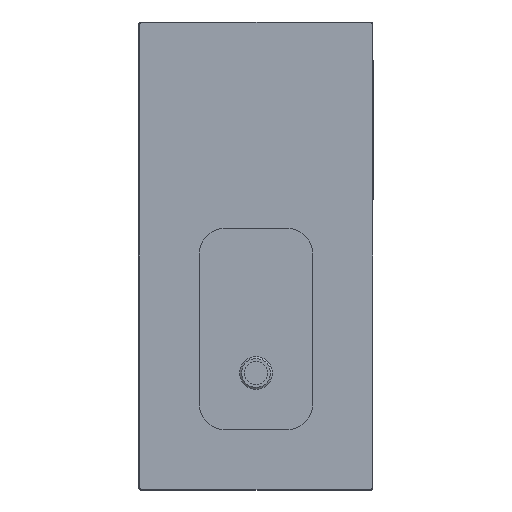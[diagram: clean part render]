
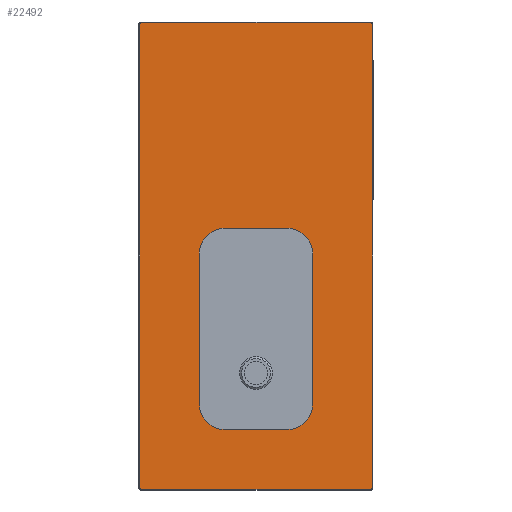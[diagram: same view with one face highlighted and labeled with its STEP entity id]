
A CAD part, front view. The second image highlights one B-rep face of the part: STEP entity #22492.
In plain terms, the highlighted planar face has unit normal (0, -1, 0).
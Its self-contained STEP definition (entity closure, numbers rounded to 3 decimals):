
#22085=DIRECTION('',(0.,0.,1.));
#22086=VECTOR('',#22085,575.178);
#22087=CARTESIAN_POINT('',(-218.141,-42.,-118.141));
#22088=LINE('',#22087,#22086);
#22089=CARTESIAN_POINT('',(-118.141,-42.,-118.141));
#22090=DIRECTION('',(0.,1.,0.));
#22091=DIRECTION('',(0.,0.,-1.));
#22092=AXIS2_PLACEMENT_3D('',#22089,#22090,#22091);
#22094=DIRECTION('',(-1.,0.,0.));
#22095=VECTOR('',#22094,236.282);
#22096=CARTESIAN_POINT('',(118.141,-42.,-218.141));
#22097=LINE('',#22096,#22095);
#22098=CARTESIAN_POINT('',(118.141,-42.,-118.141));
#22099=DIRECTION('',(0.,1.,0.));
#22100=DIRECTION('',(1.,0.,0.));
#22101=AXIS2_PLACEMENT_3D('',#22098,#22099,#22100);
#22103=DIRECTION('',(0.,0.,-1.));
#22104=VECTOR('',#22103,575.178);
#22105=CARTESIAN_POINT('',(218.141,-42.,457.037));
#22106=LINE('',#22105,#22104);
#22107=CARTESIAN_POINT('',(118.141,-42.,457.037));
#22108=DIRECTION('',(0.,1.,0.));
#22109=DIRECTION('',(0.,0.,1.));
#22110=AXIS2_PLACEMENT_3D('',#22107,#22108,#22109);
#22112=DIRECTION('',(1.,0.,0.));
#22113=VECTOR('',#22112,236.282);
#22114=CARTESIAN_POINT('',(-118.141,-42.,557.037));
#22115=LINE('',#22114,#22113);
#22116=CARTESIAN_POINT('',(-118.141,-42.,457.037));
#22117=DIRECTION('',(0.,1.,0.));
#22118=DIRECTION('',(-1.,0.,0.));
#22119=AXIS2_PLACEMENT_3D('',#22116,#22117,#22118);
#22121=CARTESIAN_POINT('',(442.8,-42.,1342.8));
#22122=DIRECTION('',(0.,-1.,0.));
#22123=DIRECTION('',(1.,0.,0.));
#22124=AXIS2_PLACEMENT_3D('',#22121,#22122,#22123);
#22130=DIRECTION('',(-1.,0.,0.));
#22131=VECTOR('',#22130,885.6);
#22132=CARTESIAN_POINT('',(442.8,-42.,1346.8));
#22133=LINE('',#22132,#22131);
#22138=CARTESIAN_POINT('',(-442.8,-42.,1342.8));
#22139=DIRECTION('',(0.,-1.,0.));
#22140=DIRECTION('',(0.,0.,1.));
#22141=AXIS2_PLACEMENT_3D('',#22138,#22139,#22140);
#22147=DIRECTION('',(0.,0.,-1.));
#22148=VECTOR('',#22147,1785.6);
#22149=CARTESIAN_POINT('',(-446.8,-42.,1342.8));
#22150=LINE('',#22149,#22148);
#22155=CARTESIAN_POINT('',(-442.8,-42.,-442.8));
#22156=DIRECTION('',(0.,-1.,0.));
#22157=DIRECTION('',(-1.,0.,0.));
#22158=AXIS2_PLACEMENT_3D('',#22155,#22156,#22157);
#22164=DIRECTION('',(1.,0.,0.));
#22165=VECTOR('',#22164,885.6);
#22166=CARTESIAN_POINT('',(-442.8,-42.,-446.8));
#22167=LINE('',#22166,#22165);
#22172=CARTESIAN_POINT('',(442.8,-42.,-442.8));
#22173=DIRECTION('',(0.,-1.,0.));
#22174=DIRECTION('',(0.,0.,-1.));
#22175=AXIS2_PLACEMENT_3D('',#22172,#22173,#22174);
#22181=DIRECTION('',(0.,0.,1.));
#22182=VECTOR('',#22181,1785.6);
#22183=CARTESIAN_POINT('',(446.8,-42.,-442.8));
#22184=LINE('',#22183,#22182);
#22213=CARTESIAN_POINT('',(-218.141,-42.,-118.141));
#22214=CARTESIAN_POINT('',(-218.141,-42.,457.037));
#22215=VERTEX_POINT('',#22213);
#22216=VERTEX_POINT('',#22214);
#22217=CARTESIAN_POINT('',(-118.141,-42.,557.037));
#22218=VERTEX_POINT('',#22217);
#22219=CARTESIAN_POINT('',(118.141,-42.,557.037));
#22220=VERTEX_POINT('',#22219);
#22221=CARTESIAN_POINT('',(218.141,-42.,457.037));
#22222=VERTEX_POINT('',#22221);
#22223=CARTESIAN_POINT('',(218.141,-42.,-118.141));
#22224=VERTEX_POINT('',#22223);
#22225=CARTESIAN_POINT('',(118.141,-42.,-218.141));
#22226=VERTEX_POINT('',#22225);
#22227=CARTESIAN_POINT('',(-118.141,-42.,-218.141));
#22228=VERTEX_POINT('',#22227);
#22229=CARTESIAN_POINT('',(446.8,-42.,1342.8));
#22230=CARTESIAN_POINT('',(442.8,-42.,1346.8));
#22231=VERTEX_POINT('',#22229);
#22232=VERTEX_POINT('',#22230);
#22233=CARTESIAN_POINT('',(-442.8,-42.,1346.8));
#22234=VERTEX_POINT('',#22233);
#22235=CARTESIAN_POINT('',(-446.8,-42.,1342.8));
#22236=VERTEX_POINT('',#22235);
#22237=CARTESIAN_POINT('',(-446.8,-42.,-442.8));
#22238=VERTEX_POINT('',#22237);
#22239=CARTESIAN_POINT('',(-442.8,-42.,-446.8));
#22240=VERTEX_POINT('',#22239);
#22241=CARTESIAN_POINT('',(442.8,-42.,-446.8));
#22242=VERTEX_POINT('',#22241);
#22243=CARTESIAN_POINT('',(446.8,-42.,-442.8));
#22244=VERTEX_POINT('',#22243);
#22459=CARTESIAN_POINT('',(0.,-42.,0.));
#22460=DIRECTION('',(0.,-1.,0.));
#22461=DIRECTION('',(0.,0.,1.));
#22462=AXIS2_PLACEMENT_3D('',#22459,#22460,#22461);
#22463=PLANE('',#22462);
#22465=ORIENTED_EDGE('',*,*,#22464,.F.);
#22467=ORIENTED_EDGE('',*,*,#22466,.F.);
#22469=ORIENTED_EDGE('',*,*,#22468,.F.);
#22471=ORIENTED_EDGE('',*,*,#22470,.F.);
#22473=ORIENTED_EDGE('',*,*,#22472,.F.);
#22475=ORIENTED_EDGE('',*,*,#22474,.F.);
#22477=ORIENTED_EDGE('',*,*,#22476,.F.);
#22479=ORIENTED_EDGE('',*,*,#22478,.F.);
#22480=EDGE_LOOP('',(#22465,#22467,#22469,#22471,#22473,#22475,#22477,#22479));
#22481=FACE_OUTER_BOUND('',#22480,.F.);
#22482=ORIENTED_EDGE('',*,*,#22355,.F.);
#22483=ORIENTED_EDGE('',*,*,#22370,.F.);
#22484=ORIENTED_EDGE('',*,*,#22384,.F.);
#22485=ORIENTED_EDGE('',*,*,#22398,.F.);
#22486=ORIENTED_EDGE('',*,*,#22412,.F.);
#22487=ORIENTED_EDGE('',*,*,#22426,.F.);
#22488=ORIENTED_EDGE('',*,*,#22440,.F.);
#22489=ORIENTED_EDGE('',*,*,#22453,.F.);
#22490=EDGE_LOOP('',(#22482,#22483,#22484,#22485,#22486,#22487,#22488,#22489));
#22491=FACE_BOUND('',#22490,.F.);
#22492=ADVANCED_FACE('',(#22481,#22491),#22463,.T.);
#22093=CIRCLE('',#22092,100.);
#22102=CIRCLE('',#22101,100.);
#22111=CIRCLE('',#22110,100.);
#22120=CIRCLE('',#22119,100.);
#22125=CIRCLE('',#22124,4.);
#22142=CIRCLE('',#22141,4.);
#22159=CIRCLE('',#22158,4.);
#22176=CIRCLE('',#22175,4.);
#22355=EDGE_CURVE('',#22215,#22216,#22088,.T.);
#22370=EDGE_CURVE('',#22228,#22215,#22093,.T.);
#22384=EDGE_CURVE('',#22226,#22228,#22097,.T.);
#22398=EDGE_CURVE('',#22224,#22226,#22102,.T.);
#22412=EDGE_CURVE('',#22222,#22224,#22106,.T.);
#22426=EDGE_CURVE('',#22220,#22222,#22111,.T.);
#22440=EDGE_CURVE('',#22218,#22220,#22115,.T.);
#22453=EDGE_CURVE('',#22216,#22218,#22120,.T.);
#22464=EDGE_CURVE('',#22231,#22232,#22125,.T.);
#22466=EDGE_CURVE('',#22244,#22231,#22184,.T.);
#22468=EDGE_CURVE('',#22242,#22244,#22176,.T.);
#22470=EDGE_CURVE('',#22240,#22242,#22167,.T.);
#22472=EDGE_CURVE('',#22238,#22240,#22159,.T.);
#22474=EDGE_CURVE('',#22236,#22238,#22150,.T.);
#22476=EDGE_CURVE('',#22234,#22236,#22142,.T.);
#22478=EDGE_CURVE('',#22232,#22234,#22133,.T.);
